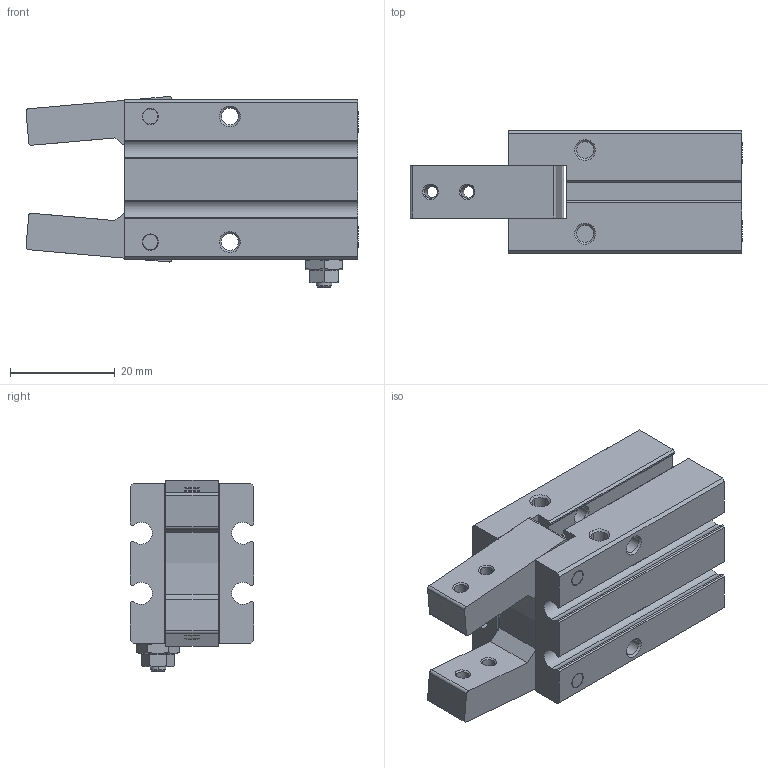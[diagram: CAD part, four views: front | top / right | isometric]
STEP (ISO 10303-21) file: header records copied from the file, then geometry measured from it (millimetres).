
FILE_DESCRIPTION (( 'STEP AP214' ), '1' );
FILE_NAME ('PGA-16-A.STEP', '2023-04-04T12:14:08', ( '' ), ( '' ), 'SwSTEP 2.0', 'SolidWorks 2015', '' );
FILE_SCHEMA (( 'AUTOMOTIVE_DESIGN' ));
Length unit declared in the file: millimetre
Products named in the file (3): PGA-16-A; PGA-16-A finger; PGA-16-A body
Assembly tree (3 placements, depth 2):
  PGA-16-A
    PGA-16-A body
    PGA-16-A finger  x2
Bounding box: 63.47 x 23.6 x 36.53 mm (x, y, z)
Volume: 29476 mm3; surface area: 13272.6 mm2
Topology: 3 solids, 3 shells, 428 faces, 1120 edges, 726 vertices
Faces by surface type: plane 219, cone 83, cylinder 80, bspline 46
Entity records: 14551 total; most frequent: CARTESIAN_POINT 4874, ORIENTED_EDGE 2060, DIRECTION 1854, EDGE_CURVE 1030, LINE 668, VECTOR 668, VERTEX_POINT 668, AXIS2_PLACEMENT_3D 593
